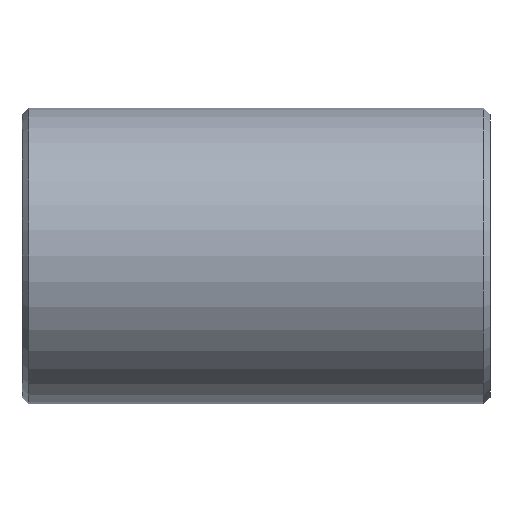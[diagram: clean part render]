
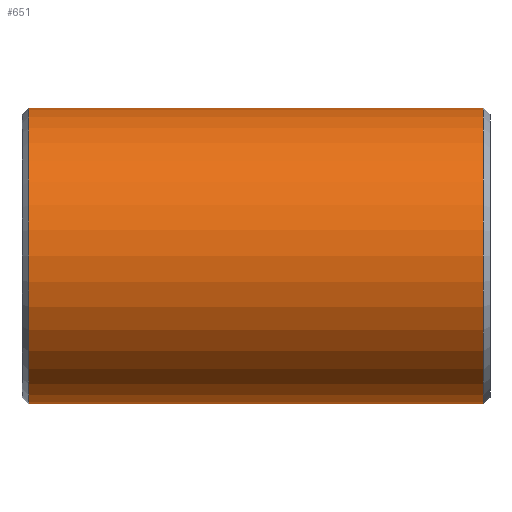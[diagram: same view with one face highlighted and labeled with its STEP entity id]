
A CAD part, front view. The second image highlights one B-rep face of the part: STEP entity #651.
In plain terms, the highlighted cylindrical face has radius 136.525 mm (diameter 273.05 mm), a partial arc.
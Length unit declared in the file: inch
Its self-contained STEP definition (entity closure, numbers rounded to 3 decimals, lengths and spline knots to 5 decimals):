
#25 = CARTESIAN_POINT ( 'NONE',  ( 8.5, 0., 5.375 ) ) ;
#83 = DIRECTION ( 'NONE',  ( 0., 0., -1. ) ) ;
#116 = EDGE_CURVE ( 'NONE', #204, #926, #676, .T. ) ;
#136 = CARTESIAN_POINT ( 'NONE',  ( -8.26033, 0., -5.375 ) ) ;
#149 = CIRCLE ( 'NONE', #301, 5.375 ) ;
#180 = LINE ( 'NONE', #526, #227 ) ;
#201 = VECTOR ( 'NONE', #691, 39.37008 ) ;
#204 = VERTEX_POINT ( 'NONE', #456 ) ;
#210 = DIRECTION ( 'NONE',  ( 0., 0., 1. ) ) ;
#227 = VECTOR ( 'NONE', #248, 39.37008 ) ;
#246 = CARTESIAN_POINT ( 'NONE',  ( 8.26033, 0., 0. ) ) ;
#248 = DIRECTION ( 'NONE',  ( -1., 0., 0. ) ) ;
#271 = CARTESIAN_POINT ( 'NONE',  ( 8.26033, 0., -5.375 ) ) ;
#279 = VERTEX_POINT ( 'NONE', #271 ) ;
#301 = AXIS2_PLACEMENT_3D ( 'NONE', #246, #458, #83 ) ;
#304 = EDGE_CURVE ( 'NONE', #926, #575, #893, .T. ) ;
#352 = DIRECTION ( 'NONE',  ( 1., 0., 0. ) ) ;
#383 = CARTESIAN_POINT ( 'NONE',  ( -8.26033, 0., 5.375 ) ) ;
#403 = EDGE_CURVE ( 'NONE', #279, #575, #180, .T. ) ;
#420 = FACE_OUTER_BOUND ( 'NONE', #655, .T. ) ;
#426 = CYLINDRICAL_SURFACE ( 'NONE', #848, 5.375 ) ;
#445 = ORIENTED_EDGE ( 'NONE', *, *, #403, .F. ) ;
#456 = CARTESIAN_POINT ( 'NONE',  ( 8.26033, 0., 5.375 ) ) ;
#458 = DIRECTION ( 'NONE',  ( -1., 0., 0. ) ) ;
#496 = CARTESIAN_POINT ( 'NONE',  ( -8.26033, 0., 0. ) ) ;
#521 = ORIENTED_EDGE ( 'NONE', *, *, #304, .T. ) ;
#526 = CARTESIAN_POINT ( 'NONE',  ( 8.5, 0., -5.375 ) ) ;
#575 = VERTEX_POINT ( 'NONE', #136 ) ;
#631 = DIRECTION ( 'NONE',  ( 0., 0., 1. ) ) ;
#638 = ORIENTED_EDGE ( 'NONE', *, *, #878, .T. ) ;
#651 = ADVANCED_FACE ( 'NONE', ( #420 ), #426, .T. ) ;
#655 = EDGE_LOOP ( 'NONE', ( #445, #638, #784, #521 ) ) ;
#676 = LINE ( 'NONE', #25, #201 ) ;
#691 = DIRECTION ( 'NONE',  ( -1., 0., 0. ) ) ;
#718 = DIRECTION ( 'NONE',  ( -1., 0., 0. ) ) ;
#759 = AXIS2_PLACEMENT_3D ( 'NONE', #496, #352, #631 ) ;
#784 = ORIENTED_EDGE ( 'NONE', *, *, #116, .T. ) ;
#848 = AXIS2_PLACEMENT_3D ( 'NONE', #859, #718, #210 ) ;
#859 = CARTESIAN_POINT ( 'NONE',  ( 8.5, 0., 0. ) ) ;
#878 = EDGE_CURVE ( 'NONE', #279, #204, #149, .T. ) ;
#893 = CIRCLE ( 'NONE', #759, 5.375 ) ;
#926 = VERTEX_POINT ( 'NONE', #383 ) ;
